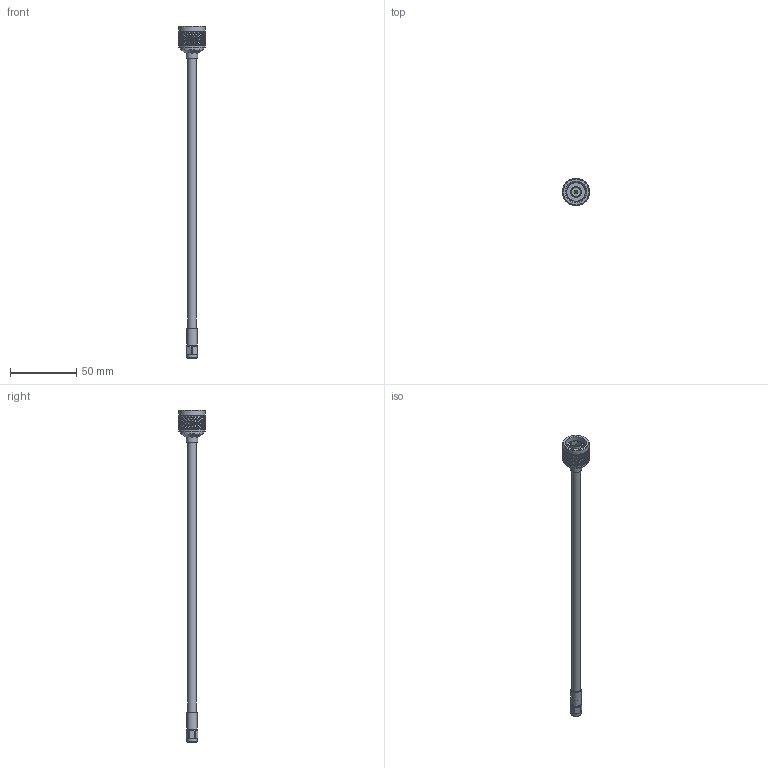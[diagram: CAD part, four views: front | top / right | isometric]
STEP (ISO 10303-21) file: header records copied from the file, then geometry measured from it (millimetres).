
FILE_DESCRIPTION (( 'STEP AP203' ), '1' );
FILE_NAME ('PE33001_3D.step', '2020-08-25T15:13:23', ( '' ), ( '' ), 'SwSTEP 2.0', 'SolidWorks 2018', '' );
FILE_SCHEMA (( 'CONFIG_CONTROL_DESIGN' ));
Length unit declared in the file: inch
Products named in the file (4): PE33001_3D; PE4907^PE33001; RG401U^PE33001_RG401U; PE4376^PE33001_Exp.
Assembly tree (3 placements, depth 2):
  PE33001_3D
    RG401U^PE33001_RG401U
    PE4376^PE33001_Exp.
    PE4907^PE33001
Bounding box: 20.32 x 20.32 x 250.32 mm (x, y, z)
Volume: 11536.3 mm3; surface area: 8503.3 mm2
Topology: 3 solids, 3 shells, 2287 faces, 4865 edges, 2597 vertices
Faces by surface type: bspline 1767, cylinder 476, plane 25, cone 17, torus 2
Full cylindrical faces by diameter (mm): 0.94 x1, 1.194 x1, 1.524 x1, 2.794 x1, 4.445 x1, 6.35 x7, 6.429 x1, 6.452 x1, 6.596 x1, 6.985 x1, 7.762 x2, 8.255 x1, 8.666 x1, 15.875 x5, 17.545 x1, 19.715 x2
Entity records: 83546 total; most frequent: CARTESIAN_POINT 54106, ORIENTED_EDGE 9570, EDGE_CURVE 4785, VERTEX_POINT 2565, EDGE_LOOP 2326, FACE_OUTER_BOUND 2298, ADVANCED_FACE 2276, B_SPLINE_CURVE_WITH_KNOTS 2168
